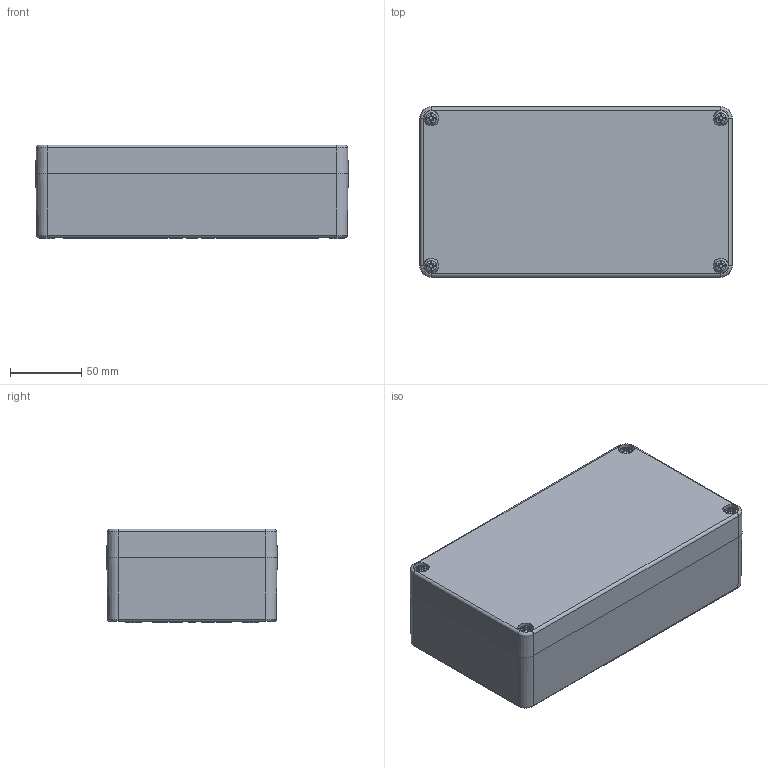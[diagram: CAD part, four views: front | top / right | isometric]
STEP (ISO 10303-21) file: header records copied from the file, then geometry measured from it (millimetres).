
FILE_DESCRIPTION(/* description */ (''),/* implementation_level */ '2;1');
FILE_NAME(/* name */ '0101102000-MBA_221265_VE.stp',/* time_stamp */ '2016-10-21T10:03:20+02:00',/* author */ ('Robin.Rentz'),/* organization */ (''),/* preprocessor_version */ 'ST-DEVELOPER v15.6',/* originating_system */ 'Autodesk Inventor 2015',/* authorisation */ '');
FILE_SCHEMA (('CONFIG_CONTROL_DESIGN'));
Products named in the file (5): 0100102002--UT_221265_VE; 0100102201-OT_221280_Index02_VE; xxx-O-Ring-MBA_221280; 1990000107 Schraube BM 6x25; 0101102000-MBA_221265_VE
Bounding box: 220 x 120 x 66 mm (x, y, z)
Volume: 435469 mm3; surface area: 210952.7 mm2
Topology: 7 solids, 7 shells, 1048 faces, 2570 edges, 1624 vertices
Faces by surface type: plane 401, bspline 276, cylinder 164, cone 124, torus 78, sphere 5
Full cylindrical faces by diameter (mm): 4.917 x11, 5 x4, 6 x4, 7 x4, 7.2 x5, 7.5 x4, 8 x5, 10 x9, 11 x4, 11.5 x4, 12 x1
Entity records: 42714 total; most frequent: CARTESIAN_POINT 22729, ORIENTED_EDGE 4322, DIRECTION 3487, EDGE_CURVE 2161, VERTEX_POINT 1408, AXIS2_PLACEMENT_3D 1214, EDGE_LOOP 1109, LINE 1059
